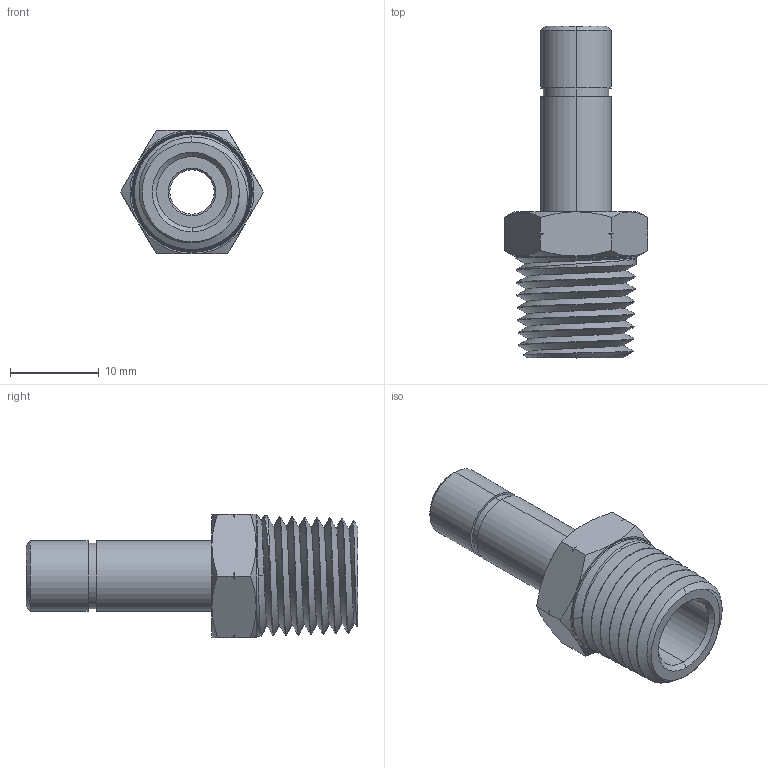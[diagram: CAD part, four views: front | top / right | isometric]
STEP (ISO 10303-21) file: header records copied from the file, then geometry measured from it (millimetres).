
FILE_DESCRIPTION (( 'STEP AP214' ), '1' );
FILE_NAME ('TAS5-16N1-4.STEP', '2018-07-30T19:37:37', ( '' ), ( '' ), 'SwSTEP 2.0', 'SolidWorks 2016', '' );
FILE_SCHEMA (( 'AUTOMOTIVE_DESIGN' ));
Length unit declared in the file: millimetre
Products named in the file (1): TAS5-16N1-4
Bounding box: 16.17 x 37.5 x 14 mm (x, y, z)
Volume: 2040.8 mm3; surface area: 2555.2 mm2
Topology: 1 solids, 1 shells, 80 faces, 197 edges, 124 vertices
Faces by surface type: cone 51, plane 13, cylinder 10, bspline 6
Entity records: 6750 total; most frequent: CARTESIAN_POINT 4103, ORIENTED_EDGE 394, DIRECTION 305, EDGE_CURVE 197, AXIS2_PLACEMENT_3D 127, VERTEX_POINT 124, B_SPLINE_CURVE_WITH_KNOTS 94, EDGE_LOOP 87
